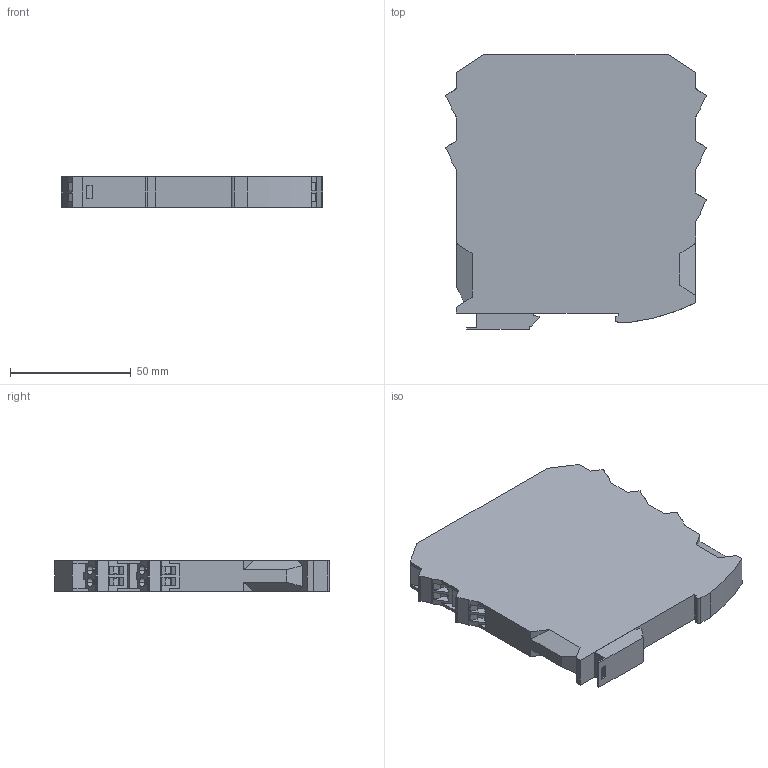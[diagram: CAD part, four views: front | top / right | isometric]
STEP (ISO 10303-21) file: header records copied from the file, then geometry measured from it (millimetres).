
FILE_DESCRIPTION(('SolidDesigner STEP Export'),'2;1');
FILE_NAME('2811297_MACX_MCR_UI_UI_UP_NC-select.stp','2010-06-15T14:19:59',(''),(''),'CoCreate Modeling STEP processor for AP214 (Solid Model)','CoCreate Modeling 16.00A 16-Aug-2008 (C) Parametric Technology GmbH','');
FILE_SCHEMA(('AUTOMOTIVE_DESIGN { 1 0 10303 214 1 1 1 1 }'));
Length unit declared in the file: millimetre
Products named in the file (2): 2811297_MACX_MCR_UI_UI_UP_NC-select
Assembly tree (1 placements, depth 2):
  2811297_MACX_MCR_UI_UI_UP_NC-select
    2811297_MACX_MCR_UI_UI_UP_NC-select
Bounding box: 108.04 x 113.7 x 12.6 mm (x, y, z)
Volume: 133708.8 mm3; surface area: 28735.7 mm2
Topology: 1 solids, 1 shells, 347 faces, 943 edges, 629 vertices
Faces by surface type: plane 274, cylinder 73
Entity records: 13355 total; most frequent: ORIENTED_EDGE 1886, CARTESIAN_POINT 1880, DIRECTION 1709, EDGE_CURVE 943, VECTOR 793, LINE 793, VERTEX_POINT 629, AXIS2_PLACEMENT_3D 458
